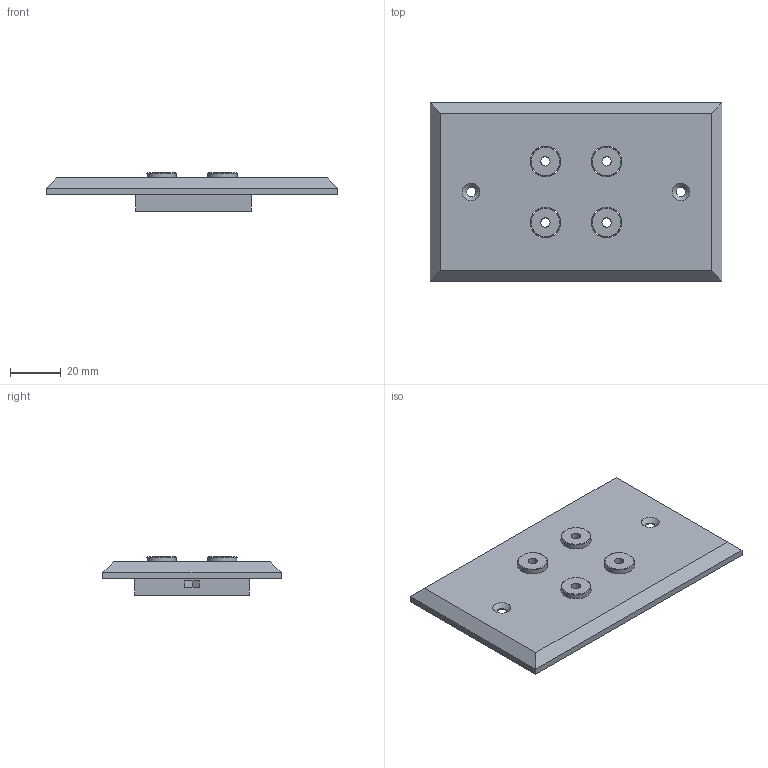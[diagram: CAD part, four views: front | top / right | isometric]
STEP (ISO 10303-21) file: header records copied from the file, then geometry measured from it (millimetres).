
FILE_DESCRIPTION(/* description */ (''),/* implementation_level */ '2;1');
FILE_NAME(/* name */ '4 button v4.step',/* time_stamp */ '2021-04-18T19:37:43-04:00',/* author */ (''),/* organization */ (''),/* preprocessor_version */ 'ST-DEVELOPER v18.1',/* originating_system */ 'Autodesk Translation Framework v10.6.0.1341',/* authorisation */ '');
FILE_SCHEMA (('AUTOMOTIVE_DESIGN { 1 0 10303 214 3 1 1 }'));
Length unit declared in the file: millimetre
Products named in the file (4): low cost button panel; version 2; 4 button v4; button v4
Assembly tree (3 placements, depth 4):
  low cost button panel
    version 2
      4 button v4
        button v4
Bounding box: 114.3 x 69.85 x 15 mm (x, y, z)
Volume: 36194 mm3; surface area: 26166.9 mm2
Topology: 5 solids, 5 shells, 254 faces, 678 edges, 446 vertices
Faces by surface type: plane 174, cylinder 66, cone 10, bspline 4
Full cylindrical faces by diameter (mm): 3.3 x4, 3.65 x4, 3.658 x2, 11.6 x4, 12 x4
Entity records: 8317 total; most frequent: CARTESIAN_POINT 1633, DIRECTION 1378, ORIENTED_EDGE 1356, EDGE_CURVE 678, LINE 484, VECTOR 484, AXIS2_PLACEMENT_3D 447, VERTEX_POINT 446
